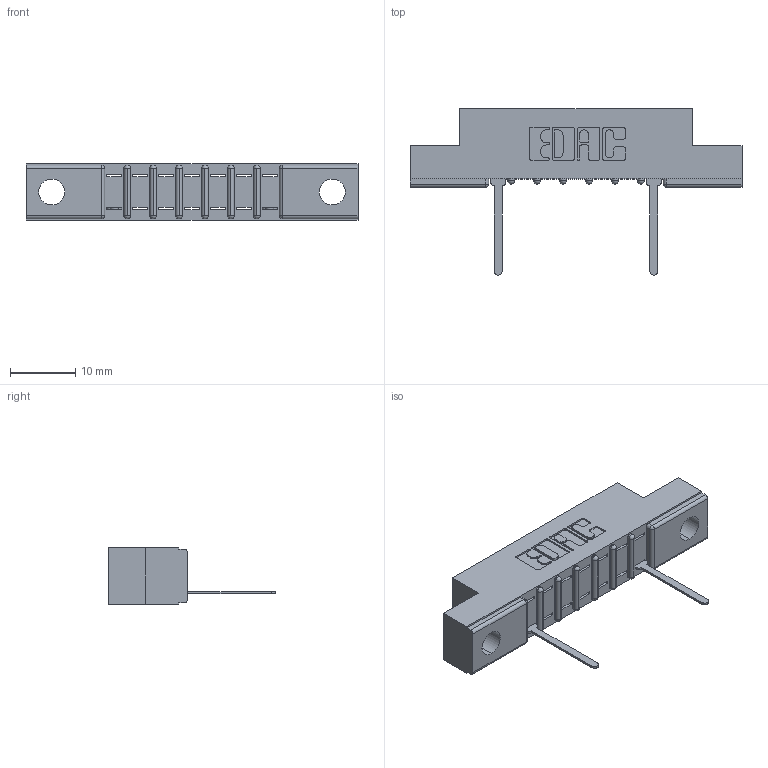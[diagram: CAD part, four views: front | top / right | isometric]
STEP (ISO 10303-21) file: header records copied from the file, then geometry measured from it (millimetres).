
FILE_DESCRIPTION (( 'STEP AP203' ), '1' );
FILE_NAME ('357-007-547-102.STEP', '2018-08-06T23:47:25', ( '' ), ( '' ), 'SwSTEP 2.0', 'SolidWorks 2016', '' );
FILE_SCHEMA (( 'CONFIG_CONTROL_DESIGN' ));
Length unit declared in the file: inch
Products named in the file (3): 307-290-001_547; 357-007-547-102; 307 Part_.128 Dia Mounting Holes
Assembly tree (3 placements, depth 2):
  357-007-547-102
    307 Part_.128 Dia Mounting Holes
    307-290-001_547  x2
Bounding box: 50.75 x 25.43 x 8.71 mm (x, y, z)
Volume: 3085.7 mm3; surface area: 3640.4 mm2
Topology: 3 solids, 3 shells, 338 faces, 967 edges, 618 vertices
Faces by surface type: plane 204, cylinder 118, sphere 16
Entity records: 10126 total; most frequent: CARTESIAN_POINT 1715, ORIENTED_EDGE 1706, DIRECTION 1683, EDGE_CURVE 853, LINE 639, VECTOR 639, VERTEX_POINT 554, AXIS2_PLACEMENT_3D 522
